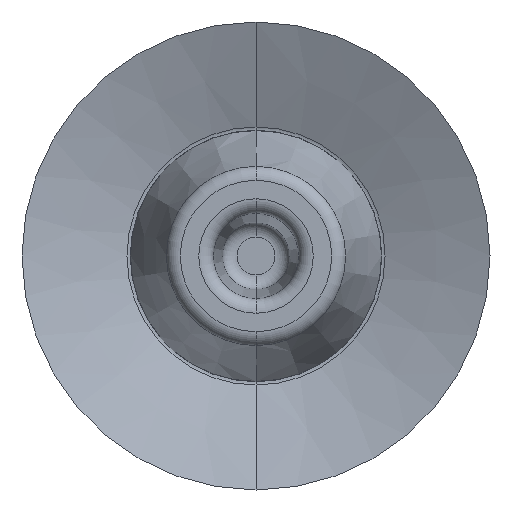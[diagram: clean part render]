
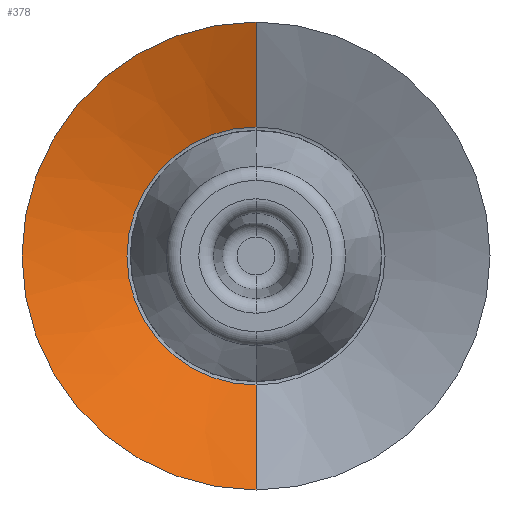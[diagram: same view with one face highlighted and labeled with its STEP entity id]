
A CAD part, front view. The second image highlights one B-rep face of the part: STEP entity #378.
In plain terms, the highlighted conical face has half-angle 68 degrees and reference radius 8 mm.
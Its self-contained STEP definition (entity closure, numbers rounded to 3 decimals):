
#76 = DIRECTION ( 'NONE',  ( 0., 0., -1. ) ) ;
#77 = DIRECTION ( 'NONE',  ( 0., -1., 0. ) ) ;
#78 = CARTESIAN_POINT ( 'NONE',  ( 0., 0., 0. ) ) ;
#147 = EDGE_LOOP ( 'NONE', ( #721, #733, #718, #630 ) ) ;
#242 = VECTOR ( 'NONE', #836, 1000. ) ;
#246 = AXIS2_PLACEMENT_3D ( 'NONE', #959, #944, #871 ) ;
#264 = AXIS2_PLACEMENT_3D ( 'NONE', #958, #939, #863 ) ;
#294 = CIRCLE ( 'NONE', #264, 8. ) ;
#301 = CIRCLE ( 'NONE', #246, 4.412 ) ;
#368 = VECTOR ( 'NONE', #1039, 1000. ) ;
#378 = ADVANCED_FACE ( 'NONE', ( #605 ), #771, .F. ) ;
#444 = EDGE_CURVE ( 'NONE', #515, #516, #301, .T. ) ;
#445 = EDGE_CURVE ( 'NONE', #515, #517, #717, .T. ) ;
#452 = EDGE_CURVE ( 'NONE', #517, #495, #294, .T. ) ;
#493 = EDGE_CURVE ( 'NONE', #516, #495, #707, .T. ) ;
#495 = VERTEX_POINT ( 'NONE', #1037 ) ;
#515 = VERTEX_POINT ( 'NONE', #1016 ) ;
#516 = VERTEX_POINT ( 'NONE', #1015 ) ;
#517 = VERTEX_POINT ( 'NONE', #1014 ) ;
#605 = FACE_OUTER_BOUND ( 'NONE', #147, .T. ) ;
#630 = ORIENTED_EDGE ( 'NONE', *, *, #445, .F. ) ;
#707 = LINE ( 'NONE', #1040, #368 ) ;
#717 = LINE ( 'NONE', #867, #242 ) ;
#718 = ORIENTED_EDGE ( 'NONE', *, *, #452, .F. ) ;
#721 = ORIENTED_EDGE ( 'NONE', *, *, #444, .T. ) ;
#733 = ORIENTED_EDGE ( 'NONE', *, *, #493, .T. ) ;
#762 = AXIS2_PLACEMENT_3D ( 'NONE', #78, #77, #76 ) ;
#771 = CONICAL_SURFACE ( 'NONE', #762, 8., 1.187 ) ;
#836 = DIRECTION ( 'NONE',  ( 0., -0.375, -0.927 ) ) ;
#863 = DIRECTION ( 'NONE',  ( 0., 0., 1. ) ) ;
#867 = CARTESIAN_POINT ( 'NONE',  ( 0., 0., -8. ) ) ;
#871 = DIRECTION ( 'NONE',  ( 0., 0., 1. ) ) ;
#939 = DIRECTION ( 'NONE',  ( 0., 1., 0. ) ) ;
#944 = DIRECTION ( 'NONE',  ( 0., 1., 0. ) ) ;
#958 = CARTESIAN_POINT ( 'NONE',  ( 0., 0., 0. ) ) ;
#959 = CARTESIAN_POINT ( 'NONE',  ( 0., 1.449, 0. ) ) ;
#1014 = CARTESIAN_POINT ( 'NONE',  ( 0., 0., -8. ) ) ;
#1015 = CARTESIAN_POINT ( 'NONE',  ( 0., 1.449, 4.412 ) ) ;
#1016 = CARTESIAN_POINT ( 'NONE',  ( 0., 1.449, -4.412 ) ) ;
#1037 = CARTESIAN_POINT ( 'NONE',  ( 0., 0., 8. ) ) ;
#1039 = DIRECTION ( 'NONE',  ( 0., -0.375, 0.927 ) ) ;
#1040 = CARTESIAN_POINT ( 'NONE',  ( 0., 0., 8. ) ) ;
